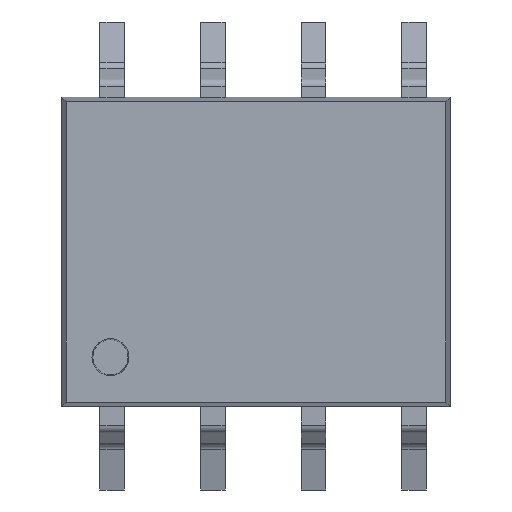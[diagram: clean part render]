
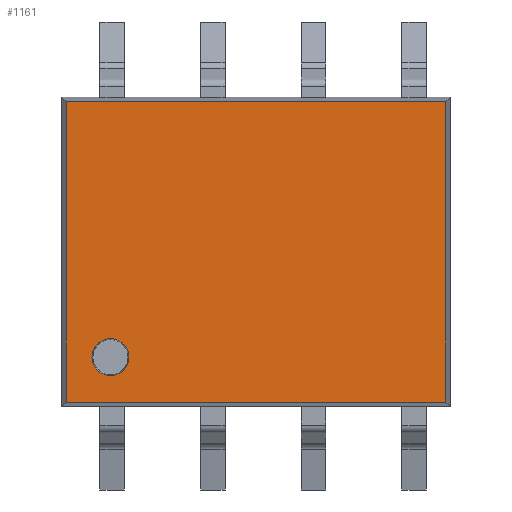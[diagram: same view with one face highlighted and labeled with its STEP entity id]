
A CAD part, top view. The second image highlights one B-rep face of the part: STEP entity #1161.
In plain terms, the highlighted planar face has unit normal (0, 0, 1).
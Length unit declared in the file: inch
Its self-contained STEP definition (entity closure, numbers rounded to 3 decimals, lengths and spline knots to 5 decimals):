
#375 = VERTEX_POINT ( 'NONE', #2135 ) ;
#450 = VERTEX_POINT ( 'NONE', #2811 ) ;
#451 = CARTESIAN_POINT ( 'NONE',  ( 0.00215, 0., 0.02461 ) ) ;
#553 = CARTESIAN_POINT ( 'NONE',  ( 0., 0., 0.02461 ) ) ;
#637 = EDGE_CURVE ( 'NONE', #3260, #3327, #2536, .T. ) ;
#818 = CARTESIAN_POINT ( 'NONE',  ( 0.03336, 0.02449, 0.02461 ) ) ;
#834 = DIRECTION ( 'NONE',  ( 0., 0., 1. ) ) ;
#879 = DIRECTION ( 'NONE',  ( -1., 0., 0. ) ) ;
#889 = FACE_BOUND ( 'NONE', #3982, .T. ) ;
#930 = EDGE_CURVE ( 'NONE', #375, #1315, #3103, .T. ) ;
#967 = CIRCLE ( 'NONE', #3859, 0.0092 ) ;
#1043 = ORIENTED_EDGE ( 'NONE', *, *, #1731, .T. ) ;
#1086 = ORIENTED_EDGE ( 'NONE', *, *, #3118, .T. ) ;
#1151 = CARTESIAN_POINT ( 'NONE',  ( 0., 0.00215, 0.02461 ) ) ;
#1161 = ADVANCED_FACE ( 'NONE', ( #889, #1740 ), #3085, .F. ) ;
#1265 = CARTESIAN_POINT ( 'NONE',  ( 0., 0.15139, 0.02461 ) ) ;
#1315 = VERTEX_POINT ( 'NONE', #1901 ) ;
#1337 = EDGE_CURVE ( 'NONE', #1315, #450, #3380, .T. ) ;
#1397 = EDGE_LOOP ( 'NONE', ( #1086, #1043, #2048, #4078 ) ) ;
#1656 = CARTESIAN_POINT ( 'NONE',  ( 0.02416, 0.02449, 0.02461 ) ) ;
#1731 = EDGE_CURVE ( 'NONE', #1885, #375, #2643, .T. ) ;
#1740 = FACE_OUTER_BOUND ( 'NONE', #1397, .T. ) ;
#1872 = CARTESIAN_POINT ( 'NONE',  ( 0.00215, 0.00215, 0.02461 ) ) ;
#1885 = VERTEX_POINT ( 'NONE', #1872 ) ;
#1901 = CARTESIAN_POINT ( 'NONE',  ( 0.19076, 0.15139, 0.02461 ) ) ;
#1932 = AXIS2_PLACEMENT_3D ( 'NONE', #553, #2802, #879 ) ;
#1958 = ORIENTED_EDGE ( 'NONE', *, *, #637, .F. ) ;
#1969 = DIRECTION ( 'NONE',  ( 1., 0., 0. ) ) ;
#2033 = DIRECTION ( 'NONE',  ( 0., 1., 0. ) ) ;
#2048 = ORIENTED_EDGE ( 'NONE', *, *, #930, .T. ) ;
#2135 = CARTESIAN_POINT ( 'NONE',  ( 0.19076, 0.00215, 0.02461 ) ) ;
#2337 = VECTOR ( 'NONE', #2569, 39.37008 ) ;
#2534 = AXIS2_PLACEMENT_3D ( 'NONE', #1656, #3876, #1969 ) ;
#2536 = CIRCLE ( 'NONE', #2534, 0.0092 ) ;
#2569 = DIRECTION ( 'NONE',  ( -1., 0., 0. ) ) ;
#2643 = LINE ( 'NONE', #1151, #3914 ) ;
#2753 = CARTESIAN_POINT ( 'NONE',  ( 0.02416, 0.02449, 0.02461 ) ) ;
#2764 = ORIENTED_EDGE ( 'NONE', *, *, #3248, .F. ) ;
#2802 = DIRECTION ( 'NONE',  ( 0., 0., -1. ) ) ;
#2811 = CARTESIAN_POINT ( 'NONE',  ( 0.00215, 0.15139, 0.02461 ) ) ;
#2963 = VECTOR ( 'NONE', #3944, 39.37008 ) ;
#3052 = DIRECTION ( 'NONE',  ( 1., 0., 0. ) ) ;
#3085 = PLANE ( 'NONE',  #1932 ) ;
#3103 = LINE ( 'NONE', #3936, #3208 ) ;
#3118 = EDGE_CURVE ( 'NONE', #450, #1885, #3801, .T. ) ;
#3208 = VECTOR ( 'NONE', #2033, 39.37008 ) ;
#3248 = EDGE_CURVE ( 'NONE', #3327, #3260, #967, .T. ) ;
#3260 = VERTEX_POINT ( 'NONE', #818 ) ;
#3327 = VERTEX_POINT ( 'NONE', #3422 ) ;
#3380 = LINE ( 'NONE', #1265, #2337 ) ;
#3381 = DIRECTION ( 'NONE',  ( 1., 0., 0. ) ) ;
#3422 = CARTESIAN_POINT ( 'NONE',  ( 0.01497, 0.02449, 0.02461 ) ) ;
#3801 = LINE ( 'NONE', #451, #2963 ) ;
#3859 = AXIS2_PLACEMENT_3D ( 'NONE', #2753, #834, #3052 ) ;
#3876 = DIRECTION ( 'NONE',  ( 0., 0., 1. ) ) ;
#3914 = VECTOR ( 'NONE', #3381, 39.37008 ) ;
#3936 = CARTESIAN_POINT ( 'NONE',  ( 0.19076, 0., 0.02461 ) ) ;
#3944 = DIRECTION ( 'NONE',  ( 0., -1., 0. ) ) ;
#3982 = EDGE_LOOP ( 'NONE', ( #1958, #2764 ) ) ;
#4078 = ORIENTED_EDGE ( 'NONE', *, *, #1337, .T. ) ;
